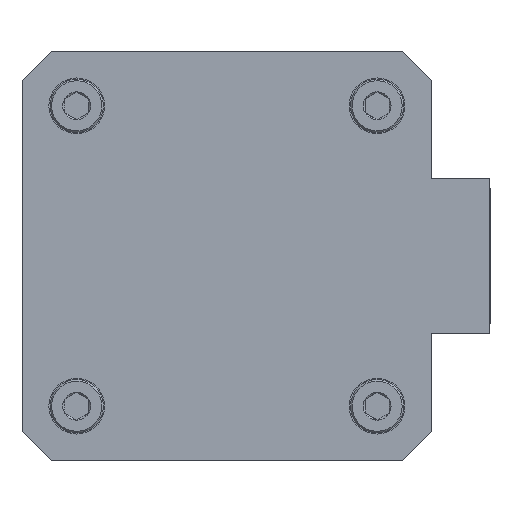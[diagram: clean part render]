
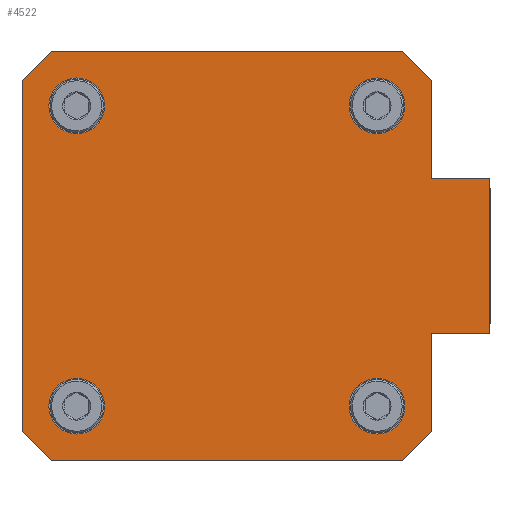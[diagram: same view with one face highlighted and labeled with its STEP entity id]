
A CAD part, front view. The second image highlights one B-rep face of the part: STEP entity #4522.
In plain terms, the highlighted planar face has unit normal (0, -1, 0).
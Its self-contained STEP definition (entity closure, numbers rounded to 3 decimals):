
#79=FACE_BOUND('',#901,.T.);
#80=FACE_BOUND('',#902,.T.);
#81=FACE_BOUND('',#903,.T.);
#82=FACE_BOUND('',#904,.T.);
#193=CIRCLE('',#4828,2.875);
#194=CIRCLE('',#4829,2.875);
#200=CIRCLE('',#4838,2.875);
#201=CIRCLE('',#4839,2.875);
#207=CIRCLE('',#4848,2.875);
#208=CIRCLE('',#4849,2.875);
#214=CIRCLE('',#4858,2.875);
#215=CIRCLE('',#4859,2.875);
#633=FACE_OUTER_BOUND('',#900,.T.);
#900=EDGE_LOOP('',(#3980,#3981,#3982,#3983,#3984,#3985,#3986,#3987,#3988,
#3989,#3990,#3991));
#901=EDGE_LOOP('',(#3992,#3993));
#902=EDGE_LOOP('',(#3994,#3995));
#903=EDGE_LOOP('',(#3996,#3997));
#904=EDGE_LOOP('',(#3998,#3999));
#1263=LINE('',#10393,#1697);
#1265=LINE('',#10398,#1699);
#1267=LINE('',#10401,#1701);
#1296=LINE('',#10464,#1730);
#1300=LINE('',#10469,#1734);
#1301=LINE('',#10472,#1735);
#1303=LINE('',#10476,#1737);
#1306=LINE('',#10481,#1740);
#1308=LINE('',#10485,#1742);
#1311=LINE('',#10490,#1745);
#1313=LINE('',#10494,#1747);
#1316=LINE('',#10498,#1750);
#1697=VECTOR('',#5775,10.);
#1699=VECTOR('',#5779,10.);
#1701=VECTOR('',#5783,10.);
#1730=VECTOR('',#5830,10.);
#1734=VECTOR('',#5834,10.);
#1735=VECTOR('',#5837,10.);
#1737=VECTOR('',#5841,10.);
#1740=VECTOR('',#5846,10.);
#1742=VECTOR('',#5850,10.);
#1745=VECTOR('',#5855,10.);
#1747=VECTOR('',#5859,10.);
#1750=VECTOR('',#5864,10.);
#2118=VERTEX_POINT('',#10311);
#2119=VERTEX_POINT('',#10312);
#2125=VERTEX_POINT('',#10330);
#2126=VERTEX_POINT('',#10331);
#2132=VERTEX_POINT('',#10349);
#2133=VERTEX_POINT('',#10350);
#2139=VERTEX_POINT('',#10368);
#2140=VERTEX_POINT('',#10369);
#2147=VERTEX_POINT('',#10389);
#2148=VERTEX_POINT('',#10391);
#2149=VERTEX_POINT('',#10395);
#2150=VERTEX_POINT('',#10397);
#2175=VERTEX_POINT('',#10463);
#2176=VERTEX_POINT('',#10467);
#2177=VERTEX_POINT('',#10471);
#2178=VERTEX_POINT('',#10475);
#2179=VERTEX_POINT('',#10480);
#2180=VERTEX_POINT('',#10484);
#2181=VERTEX_POINT('',#10489);
#2182=VERTEX_POINT('',#10493);
#2707=EDGE_CURVE('',#2118,#2119,#193,.T.);
#2708=EDGE_CURVE('',#2119,#2118,#194,.T.);
#2716=EDGE_CURVE('',#2125,#2126,#200,.T.);
#2717=EDGE_CURVE('',#2126,#2125,#201,.T.);
#2725=EDGE_CURVE('',#2132,#2133,#207,.T.);
#2726=EDGE_CURVE('',#2133,#2132,#208,.T.);
#2734=EDGE_CURVE('',#2139,#2140,#214,.T.);
#2735=EDGE_CURVE('',#2140,#2139,#215,.T.);
#2746=EDGE_CURVE('',#2147,#2148,#1263,.T.);
#2748=EDGE_CURVE('',#2149,#2150,#1265,.T.);
#2750=EDGE_CURVE('',#2150,#2148,#1267,.T.);
#2779=EDGE_CURVE('',#2147,#2175,#1296,.T.);
#2783=EDGE_CURVE('',#2176,#2149,#1300,.T.);
#2784=EDGE_CURVE('',#2176,#2177,#1301,.T.);
#2786=EDGE_CURVE('',#2178,#2177,#1303,.T.);
#2789=EDGE_CURVE('',#2179,#2178,#1306,.T.);
#2791=EDGE_CURVE('',#2180,#2179,#1308,.T.);
#2794=EDGE_CURVE('',#2180,#2181,#1311,.T.);
#2796=EDGE_CURVE('',#2182,#2181,#1313,.T.);
#2799=EDGE_CURVE('',#2175,#2182,#1316,.T.);
#3980=ORIENTED_EDGE('',*,*,#2799,.F.);
#3981=ORIENTED_EDGE('',*,*,#2779,.F.);
#3982=ORIENTED_EDGE('',*,*,#2746,.T.);
#3983=ORIENTED_EDGE('',*,*,#2750,.F.);
#3984=ORIENTED_EDGE('',*,*,#2748,.F.);
#3985=ORIENTED_EDGE('',*,*,#2783,.F.);
#3986=ORIENTED_EDGE('',*,*,#2784,.T.);
#3987=ORIENTED_EDGE('',*,*,#2786,.F.);
#3988=ORIENTED_EDGE('',*,*,#2789,.F.);
#3989=ORIENTED_EDGE('',*,*,#2791,.F.);
#3990=ORIENTED_EDGE('',*,*,#2794,.T.);
#3991=ORIENTED_EDGE('',*,*,#2796,.F.);
#3992=ORIENTED_EDGE('',*,*,#2707,.T.);
#3993=ORIENTED_EDGE('',*,*,#2708,.T.);
#3994=ORIENTED_EDGE('',*,*,#2716,.T.);
#3995=ORIENTED_EDGE('',*,*,#2717,.T.);
#3996=ORIENTED_EDGE('',*,*,#2725,.T.);
#3997=ORIENTED_EDGE('',*,*,#2726,.T.);
#3998=ORIENTED_EDGE('',*,*,#2734,.T.);
#3999=ORIENTED_EDGE('',*,*,#2735,.T.);
#4287=PLANE('',#4884);
#4522=ADVANCED_FACE('',(#633,#79,#80,#81,#82),#4287,.F.);
#4828=AXIS2_PLACEMENT_3D('',#10313,#5687,#5688);
#4829=AXIS2_PLACEMENT_3D('',#10314,#5689,#5690);
#4838=AXIS2_PLACEMENT_3D('',#10332,#5709,#5710);
#4839=AXIS2_PLACEMENT_3D('',#10333,#5711,#5712);
#4848=AXIS2_PLACEMENT_3D('',#10351,#5731,#5732);
#4849=AXIS2_PLACEMENT_3D('',#10352,#5733,#5734);
#4858=AXIS2_PLACEMENT_3D('',#10370,#5753,#5754);
#4859=AXIS2_PLACEMENT_3D('',#10371,#5755,#5756);
#4884=AXIS2_PLACEMENT_3D('',#10500,#5867,#5868);
#5687=DIRECTION('center_axis',(0.,1.,0.));
#5688=DIRECTION('ref_axis',(0.,0.,-1.));
#5689=DIRECTION('center_axis',(0.,1.,0.));
#5690=DIRECTION('ref_axis',(0.,0.,-1.));
#5709=DIRECTION('center_axis',(0.,1.,0.));
#5710=DIRECTION('ref_axis',(0.,0.,-1.));
#5711=DIRECTION('center_axis',(0.,1.,0.));
#5712=DIRECTION('ref_axis',(0.,0.,-1.));
#5731=DIRECTION('center_axis',(0.,1.,0.));
#5732=DIRECTION('ref_axis',(0.,0.,-1.));
#5733=DIRECTION('center_axis',(0.,1.,0.));
#5734=DIRECTION('ref_axis',(0.,0.,-1.));
#5753=DIRECTION('center_axis',(0.,1.,0.));
#5754=DIRECTION('ref_axis',(0.,0.,-1.));
#5755=DIRECTION('center_axis',(0.,1.,0.));
#5756=DIRECTION('ref_axis',(0.,0.,-1.));
#5775=DIRECTION('',(1.,0.,0.));
#5779=DIRECTION('',(1.,0.,0.));
#5783=DIRECTION('',(0.,0.,-1.));
#5830=DIRECTION('',(0.,0.,-1.));
#5834=DIRECTION('',(0.,0.,-1.));
#5837=DIRECTION('',(-0.707,0.,0.707));
#5841=DIRECTION('',(1.,0.,0.));
#5846=DIRECTION('',(0.707,0.,0.707));
#5850=DIRECTION('',(0.,0.,1.));
#5855=DIRECTION('',(0.707,0.,-0.707));
#5859=DIRECTION('',(-1.,0.,0.));
#5864=DIRECTION('',(-0.707,0.,-0.707));
#5867=DIRECTION('center_axis',(0.,1.,0.));
#5868=DIRECTION('ref_axis',(1.,0.,0.));
#10311=CARTESIAN_POINT('',(-15.5,0.,-18.375));
#10312=CARTESIAN_POINT('',(-15.5,0.,-12.625));
#10313=CARTESIAN_POINT('Origin',(-15.5,0.,-15.5));
#10314=CARTESIAN_POINT('Origin',(-15.5,0.,-15.5));
#10330=CARTESIAN_POINT('',(15.5,0.,12.625));
#10331=CARTESIAN_POINT('',(15.5,0.,18.375));
#10332=CARTESIAN_POINT('Origin',(15.5,0.,15.5));
#10333=CARTESIAN_POINT('Origin',(15.5,0.,15.5));
#10349=CARTESIAN_POINT('',(-15.5,0.,12.625));
#10350=CARTESIAN_POINT('',(-15.5,0.,18.375));
#10351=CARTESIAN_POINT('Origin',(-15.5,0.,15.5));
#10352=CARTESIAN_POINT('Origin',(-15.5,0.,15.5));
#10368=CARTESIAN_POINT('',(15.5,0.,-18.375));
#10369=CARTESIAN_POINT('',(15.5,0.,-12.625));
#10370=CARTESIAN_POINT('Origin',(15.5,0.,-15.5));
#10371=CARTESIAN_POINT('Origin',(15.5,0.,-15.5));
#10389=CARTESIAN_POINT('',(21.15,0.,-8.));
#10391=CARTESIAN_POINT('',(27.15,0.,-8.));
#10393=CARTESIAN_POINT('',(21.15,0.,-8.));
#10395=CARTESIAN_POINT('',(21.15,0.,8.));
#10397=CARTESIAN_POINT('',(27.15,0.,8.));
#10398=CARTESIAN_POINT('',(21.15,0.,8.));
#10401=CARTESIAN_POINT('',(27.15,0.,8.));
#10463=CARTESIAN_POINT('',(21.15,0.,-18.15));
#10464=CARTESIAN_POINT('',(21.15,0.,18.15));
#10467=CARTESIAN_POINT('',(21.15,0.,18.15));
#10469=CARTESIAN_POINT('',(21.15,0.,18.15));
#10471=CARTESIAN_POINT('',(18.15,0.,21.15));
#10472=CARTESIAN_POINT('',(21.15,0.,18.15));
#10475=CARTESIAN_POINT('',(-18.15,0.,21.15));
#10476=CARTESIAN_POINT('',(-18.15,0.,21.15));
#10480=CARTESIAN_POINT('',(-21.15,0.,18.15));
#10481=CARTESIAN_POINT('',(-21.15,0.,18.15));
#10484=CARTESIAN_POINT('',(-21.15,0.,-18.15));
#10485=CARTESIAN_POINT('',(-21.15,0.,-18.15));
#10489=CARTESIAN_POINT('',(-18.15,0.,-21.15));
#10490=CARTESIAN_POINT('',(-21.15,0.,-18.15));
#10493=CARTESIAN_POINT('',(18.15,0.,-21.15));
#10494=CARTESIAN_POINT('',(18.15,0.,-21.15));
#10498=CARTESIAN_POINT('',(21.15,0.,-18.15));
#10500=CARTESIAN_POINT('Origin',(0.,0.,0.));
